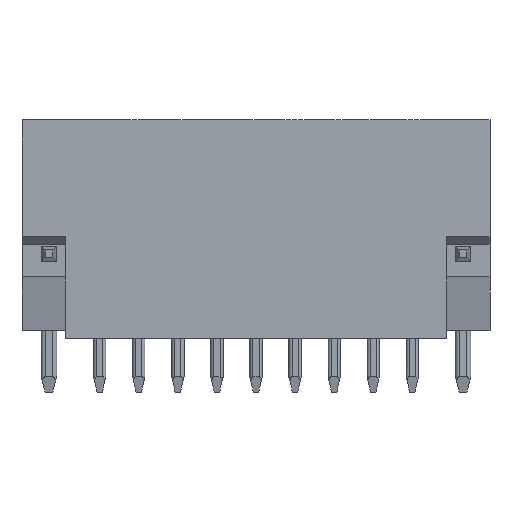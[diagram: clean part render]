
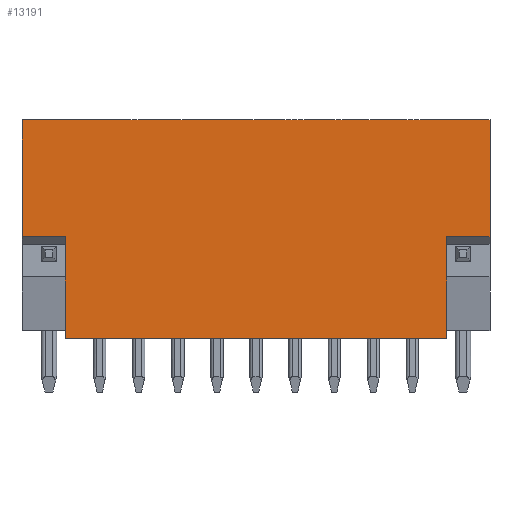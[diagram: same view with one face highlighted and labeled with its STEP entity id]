
A CAD part, left-side view. The second image highlights one B-rep face of the part: STEP entity #13191.
In plain terms, the highlighted planar face has unit normal (-1, 0, 0).
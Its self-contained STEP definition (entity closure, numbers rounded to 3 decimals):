
#558=DIRECTION('',(0.,0.,-1.));
#559=VECTOR('',#558,7.6);
#560=CARTESIAN_POINT('',(-5.25,-25.37,7.1));
#561=LINE('',#560,#559);
#602=DIRECTION('',(0.,0.,1.));
#603=VECTOR('',#602,6.6);
#604=CARTESIAN_POINT('',(-5.25,-22.57,-7.1));
#605=LINE('',#604,#603);
#794=DIRECTION('',(0.,-1.,0.));
#795=VECTOR('',#794,2.8);
#796=CARTESIAN_POINT('',(-5.25,-22.57,-0.5));
#797=LINE('',#796,#795);
#798=DIRECTION('',(0.,-1.,0.));
#799=VECTOR('',#798,2.8);
#800=CARTESIAN_POINT('',(-5.25,5.05,-0.5));
#801=LINE('',#800,#799);
#1090=DIRECTION('',(0.,-1.,0.));
#1091=VECTOR('',#1090,24.82);
#1092=CARTESIAN_POINT('',(-5.25,2.25,-7.1));
#1093=LINE('',#1092,#1091);
#7608=DIRECTION('',(0.,1.,0.));
#7609=VECTOR('',#7608,30.42);
#7610=CARTESIAN_POINT('',(-5.25,-25.37,7.1));
#7611=LINE('',#7610,#7609);
#7977=DIRECTION('',(0.,0.,1.));
#7978=VECTOR('',#7977,7.6);
#7979=CARTESIAN_POINT('',(-5.25,5.05,-0.5));
#7980=LINE('',#7979,#7978);
#7993=DIRECTION('',(0.,0.,-1.));
#7994=VECTOR('',#7993,6.6);
#7995=CARTESIAN_POINT('',(-5.25,2.25,-0.5));
#7996=LINE('',#7995,#7994);
#9763=CARTESIAN_POINT('',(-5.25,-25.37,7.1));
#9764=CARTESIAN_POINT('',(-5.25,5.05,7.1));
#9765=VERTEX_POINT('',#9763);
#9766=VERTEX_POINT('',#9764);
#9827=CARTESIAN_POINT('',(-5.25,2.25,-7.1));
#9828=CARTESIAN_POINT('',(-5.25,-22.57,-7.1));
#9829=VERTEX_POINT('',#9827);
#9830=VERTEX_POINT('',#9828);
#9863=CARTESIAN_POINT('',(-5.25,-25.37,-0.5));
#9865=VERTEX_POINT('',#9863);
#9869=CARTESIAN_POINT('',(-5.25,-22.57,-0.5));
#9870=VERTEX_POINT('',#9869);
#9875=CARTESIAN_POINT('',(-5.25,5.05,-0.5));
#9876=VERTEX_POINT('',#9875);
#9877=CARTESIAN_POINT('',(-5.25,2.25,-0.5));
#9878=VERTEX_POINT('',#9877);
#13171=CARTESIAN_POINT('',(-5.25,-21.59,-7.1));
#13172=DIRECTION('',(-1.,0.,0.));
#13173=DIRECTION('',(0.,0.,1.));
#13174=AXIS2_PLACEMENT_3D('',#13171,#13172,#13173);
#13175=PLANE('',#13174);
#13176=ORIENTED_EDGE('',*,*,#13166,.F.);
#13177=ORIENTED_EDGE('',*,*,#12854,.F.);
#13179=ORIENTED_EDGE('',*,*,#13178,.F.);
#13181=ORIENTED_EDGE('',*,*,#13180,.F.);
#13183=ORIENTED_EDGE('',*,*,#13182,.F.);
#13185=ORIENTED_EDGE('',*,*,#13184,.T.);
#13187=ORIENTED_EDGE('',*,*,#13186,.F.);
#13188=ORIENTED_EDGE('',*,*,#12809,.T.);
#13189=EDGE_LOOP('',(#13176,#13177,#13179,#13181,#13183,#13185,#13187,#13188));
#13190=FACE_OUTER_BOUND('',#13189,.F.);
#13191=ADVANCED_FACE('',(#13190),#13175,.T.);
#12809=EDGE_CURVE('',#9765,#9865,#561,.T.);
#12854=EDGE_CURVE('',#9830,#9870,#605,.T.);
#13166=EDGE_CURVE('',#9870,#9865,#797,.T.);
#13178=EDGE_CURVE('',#9829,#9830,#1093,.T.);
#13180=EDGE_CURVE('',#9878,#9829,#7996,.T.);
#13182=EDGE_CURVE('',#9876,#9878,#801,.T.);
#13184=EDGE_CURVE('',#9876,#9766,#7980,.T.);
#13186=EDGE_CURVE('',#9765,#9766,#7611,.T.);
